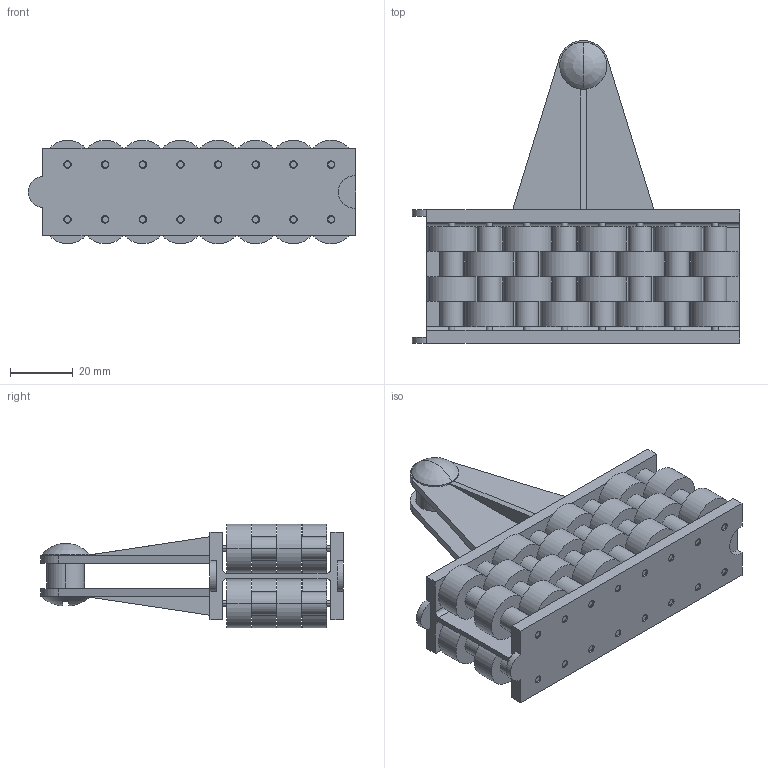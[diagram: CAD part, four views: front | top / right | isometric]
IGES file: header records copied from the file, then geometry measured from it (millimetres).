
Start section:  PTC IGES file: s0557-695991_n.igs
Global section: file name: s0557-695991_n.igs; native system: Pro/ENGINEER by Parametric Technology Corporation; preprocessor: 2006200; author: Andrea.Castagnoli; organization: Unknown; date: 20070706.150706; units: millimetre
Bounding box: 104.35 x 96.47 x 33 mm (x, y, z)
Volume: 95674.4 mm3; surface area: 58097.6 mm2
Topology: 17 solids, 19 shells, 435 faces, 957 edges, 636 vertices
Faces by surface type: revolution 283, bspline 152
